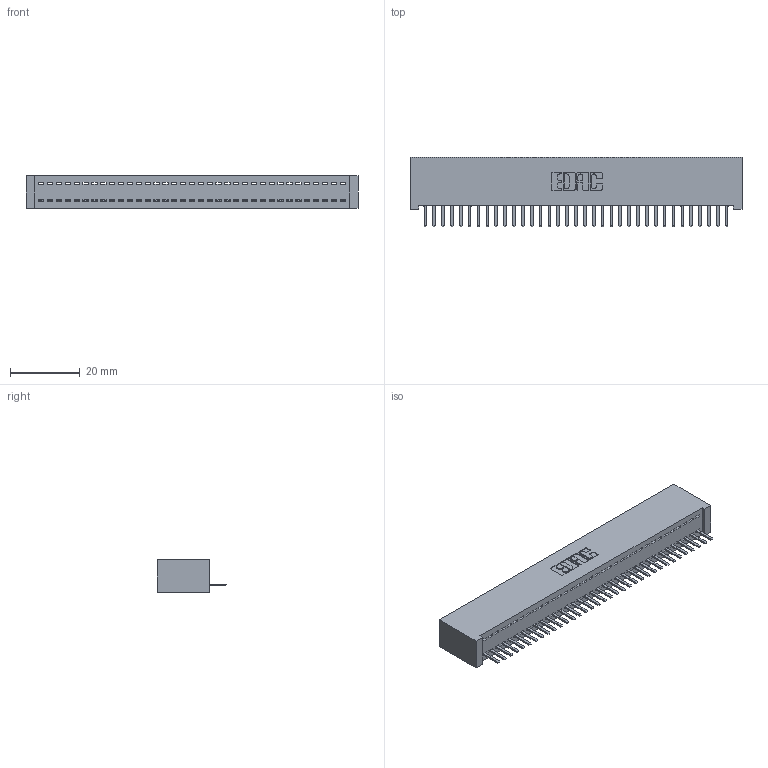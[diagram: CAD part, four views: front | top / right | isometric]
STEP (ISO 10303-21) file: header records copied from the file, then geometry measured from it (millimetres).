
FILE_DESCRIPTION (( 'STEP AP203' ), '1' );
FILE_NAME ('342-035-520-101.STEP', '2018-08-11T19:14:30', ( '' ), ( '' ), 'SwSTEP 2.0', 'SolidWorks 2016', '' );
FILE_SCHEMA (( 'CONFIG_CONTROL_DESIGN' ));
Length unit declared in the file: inch
Products named in the file (3): 342 Part_Lugless; 345-292-001_345-293-120; 342-035-520-101
Assembly tree (36 placements, depth 2):
  342-035-520-101
    342 Part_Lugless
    345-292-001_345-293-120  x35
Bounding box: 95.15 x 20.02 x 9.4 mm (x, y, z)
Volume: 8625.1 mm3; surface area: 12536.2 mm2
Topology: 36 solids, 36 shells, 2272 faces, 6715 edges, 4382 vertices
Faces by surface type: plane 1602, cylinder 670
Entity records: 22007 total; most frequent: CARTESIAN_POINT 3815, ORIENTED_EDGE 3774, DIRECTION 3213, EDGE_CURVE 1887, VECTOR 1763, LINE 1763, VERTEX_POINT 1254, AXIS2_PLACEMENT_3D 725
